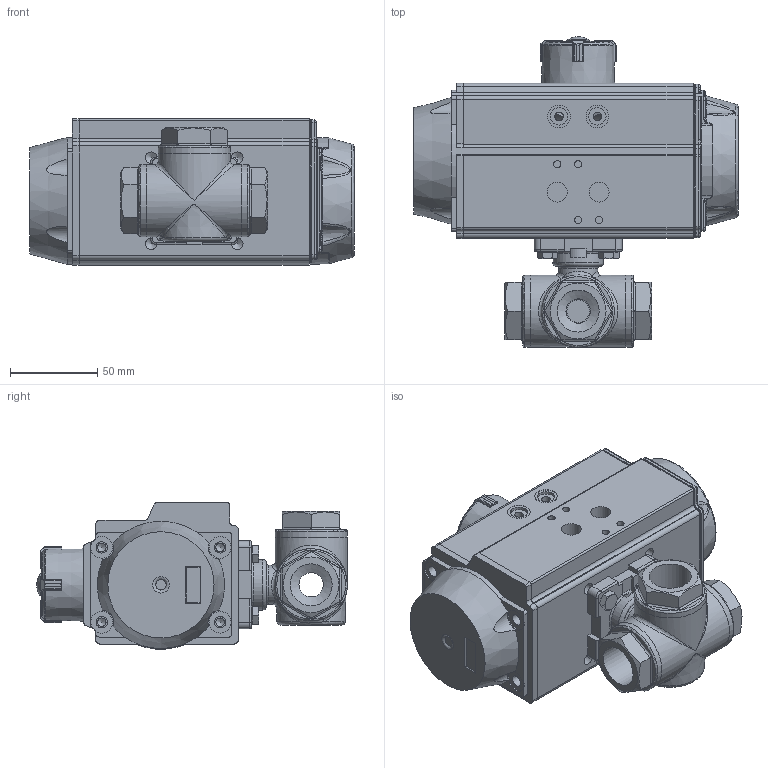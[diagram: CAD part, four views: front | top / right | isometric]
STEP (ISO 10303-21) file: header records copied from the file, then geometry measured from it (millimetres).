
FILE_DESCRIPTION(/* description */ ('Unknown'),/* implementation_level */ '2;1');
FILE_NAME(/* name */ 'PE02 9338_9339-05',/* time_stamp */ '2025-03-25T11:23:21+01:00',/* author */ ('Unknown'),/* organization */ ('Unknown'),/* preprocessor_version */ 'ST-DEVELOPER v19.4',/* originating_system */ 'Solid Edge',/* authorisation */ 'Unknown');
FILE_SCHEMA (('AUTOMOTIVE_DESIGN {1 0 10303 214 3 1 1}'));
Products named in the file (19): PE02 9338_9339-05; 9339-05; DN20 CAP; DN20 BODY GASKET; NUT  M14 GB _GB_FASTENER_NUT_STNAB M14-C; DN20 STEM; DN20 BODY; DN20 Nut Stopper; PD03_PE02; vt65-2016-06-25; Optische Anzeige; ______; ________(___________; cup head nib bolts with large head gb_GB_FASTENER_BOLT_CHNBW M6X25-N; ____65______ ______; VT65_____________MIR; zhou65; VTE65____; DIN 933 M6x18 A2-70 BLK_EDST
Assembly tree (29 placements, depth 4):
  PE02 9338_9339-05
    9339-05
      DN20 CAP  x3
      DN20 BODY GASKET  x3
      NUT  M14 GB _GB_FASTENER_NUT_STNAB M14-C
      DN20 STEM
      DN20 BODY
      DN20 Nut Stopper
    PD03_PE02
      vt65-2016-06-25
      Optische Anzeige
        ______
        ________(___________  x4
        cup head nib bolts with large head gb_GB_FASTENER_BOLT_CHNBW M6X25-N
      ____65______ ______  x2
      VT65_____________MIR
      zhou65
      VTE65____
    DIN 933 M6x18 A2-70 BLK_EDST  x4
Bounding box: 186.5 x 178.35 x 83.89 mm (x, y, z)
Volume: 795231.2 mm3; surface area: 261952.2 mm2
Topology: 26 solids, 26 shells, 2678 faces, 6662 edges, 4135 vertices
Faces by surface type: plane 894, cylinder 770, bspline 546, torus 274, cone 157, sphere 37
Full cylindrical faces by diameter (mm): 3 x16, 3.3 x8, 4.134 x8, 4.66 x1, 4.917 x15, 5 x1, 6 x5, 6.2 x1, 6.5 x4, 6.647 x4, 10 x12, 11 x2, 11.4 x1, 11.445 x2, 11.835 x1, 12 x1, 12.5 x2, 12.9 x1, 13 x2, 14 x10, 14.1 x1, 15 x2, 16.2 x18, 16.5 x1, 16.7 x1, 17 x2, 17.5 x1, 20 x2, 22 x4, 22.5 x2
Entity records: 82062 total; most frequent: CARTESIAN_POINT 38654, ORIENTED_EDGE 9266, DIRECTION 7792, EDGE_CURVE 4633, VERTEX_POINT 3095, AXIS2_PLACEMENT_3D 2975, FACE_BOUND 2462, EDGE_LOOP 2442
